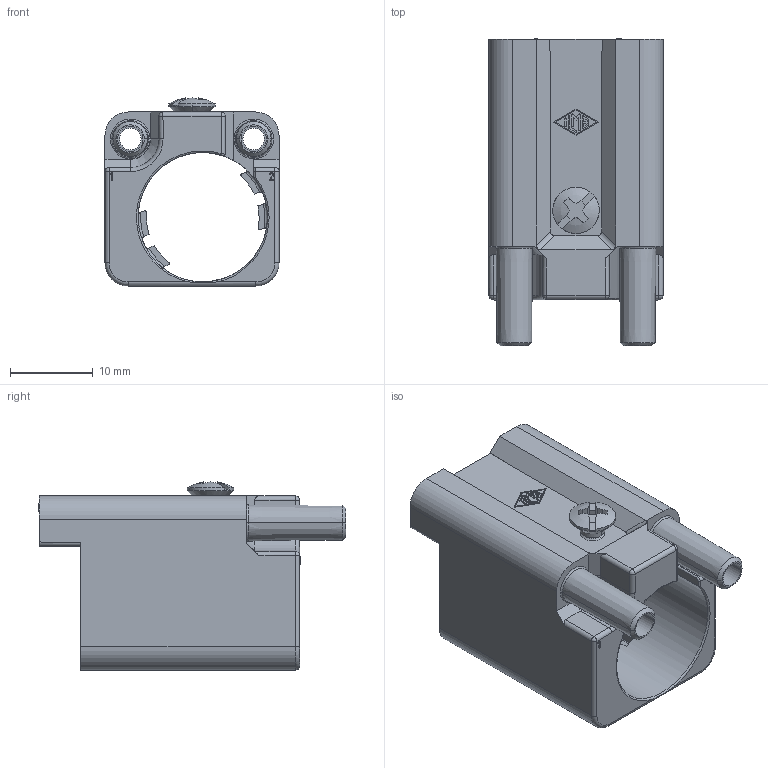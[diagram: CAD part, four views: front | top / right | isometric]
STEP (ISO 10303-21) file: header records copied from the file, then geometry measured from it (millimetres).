
FILE_DESCRIPTION(('Creo Elements/Direct Modeling STEP Export'),'2;1');
FILE_NAME('CX 1-2 BDF.stp','2013-11-21T10:45:16',(''),(''),'Creo Elements/Direct Modeling STEP processor for AP214 (Solid Model)','Creo Elements/Direct Modeling 18.0B 02-Dec-2011 (C) Parametric Technology GmbH','');
FILE_SCHEMA(('AUTOMOTIVE_DESIGN { 1 0 10303 214 1 1 1 1 }'));
Length unit declared in the file: millimetre
Products named in the file (2): CX_1-2_BDF
Assembly tree (1 placements, depth 2):
  CX_1-2_BDF
    CX_1-2_BDF
Bounding box: 21 x 37.15 x 22.69 mm (x, y, z)
Volume: 5724.2 mm3; surface area: 5290 mm2
Topology: 1 solids, 1 shells, 349 faces, 964 edges, 628 vertices
Faces by surface type: plane 235, cylinder 51, cone 24, bspline 12, torus 12, extrusion 9, sphere 6
Entity records: 15024 total; most frequent: CARTESIAN_POINT 3910, ORIENTED_EDGE 1920, DIRECTION 1627, EDGE_CURVE 960, VECTOR 669, LINE 660, VERTEX_POINT 628, AXIS2_PLACEMENT_3D 479
